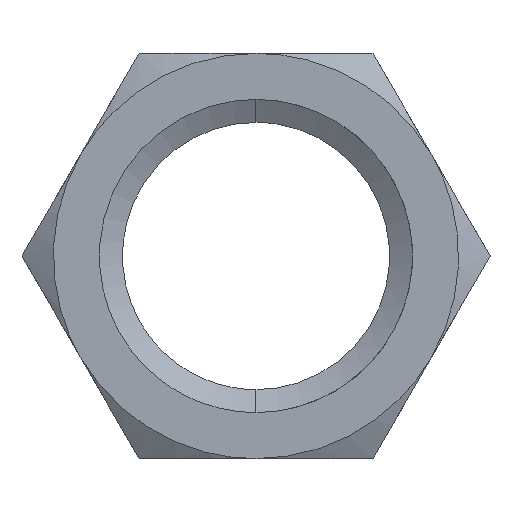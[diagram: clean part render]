
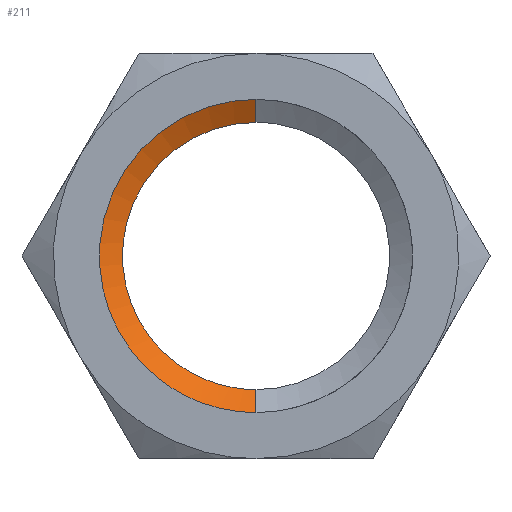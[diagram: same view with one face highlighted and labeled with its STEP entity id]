
A CAD part, front view. The second image highlights one B-rep face of the part: STEP entity #211.
In plain terms, the highlighted free-form (B-spline) face has degree [1, 3] with [2, 4] control points.
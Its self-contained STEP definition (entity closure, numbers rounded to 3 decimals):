
#33 = CARTESIAN_POINT ( 'NONE',  ( -14.5, 1.722, 7.25 ) ) ;
#35 = ORIENTED_EDGE ( 'NONE', *, *, #1138, .F. ) ;
#69 = EDGE_CURVE ( 'NONE', #758, #922, #733, .T. ) ;
#168 = B_SPLINE_CURVE_WITH_KNOTS ( 'NONE', 1,
 ( #324, #1191 ),
 .UNSPECIFIED., .F., .F.,
 ( 2, 2 ),
 ( -1., 0. ),
 .UNSPECIFIED. ) ;
#211 = ADVANCED_FACE ( 'NONE', ( #1127 ), #774, .T. ) ;
#250 = ORIENTED_EDGE ( 'NONE', *, *, #502, .F. ) ;
#274 = VERTEX_POINT ( 'NONE', #296 ) ;
#276 = CARTESIAN_POINT ( 'NONE',  ( -17., 1., -8.5 ) ) ;
#295 = CARTESIAN_POINT ( 'NONE',  ( 0., 1., -8.5 ) ) ;
#296 = CARTESIAN_POINT ( 'NONE',  ( 0., 1.722, -7.25 ) ) ;
#324 = CARTESIAN_POINT ( 'NONE',  ( 0., 1., 8.5 ) ) ;
#366 = VERTEX_POINT ( 'NONE', #1040 ) ;
#386 = CARTESIAN_POINT ( 'NONE',  ( 0., 1., 8.5 ) ) ;
#502 = EDGE_CURVE ( 'NONE', #274, #922, #717, .T. ) ;
#506 = CARTESIAN_POINT ( 'NONE',  ( -14.5, 1.722, -7.25 ) ) ;
#618 = CARTESIAN_POINT ( 'NONE',  ( 0., 1.722, -7.25 ) ) ;
#619 = CARTESIAN_POINT ( 'NONE',  ( 0., 1.722, -7.25 ) ) ;
#662 = CARTESIAN_POINT ( 'NONE',  ( -17., 1., -8.5 ) ) ;
#717 = B_SPLINE_CURVE_WITH_KNOTS ( 'NONE', 1,
 ( #895, #295 ),
 .UNSPECIFIED., .F., .F.,
 ( 2, 2 ),
 ( -1., 0. ),
 .UNSPECIFIED. ) ;
#733 =( BOUNDED_CURVE ( )  B_SPLINE_CURVE ( 3, ( #1376, #1136, #662, #782 ),
 .UNSPECIFIED., .F., .T. ) 
 B_SPLINE_CURVE_WITH_KNOTS ( ( 4, 4 ),
 ( -3.142, 0. ),
 .UNSPECIFIED. ) 
 CURVE ( )  GEOMETRIC_REPRESENTATION_ITEM ( )  RATIONAL_B_SPLINE_CURVE ( ( 1., 0.333, 0.333, 1. ) ) 
 REPRESENTATION_ITEM ( '' )  );
#758 = VERTEX_POINT ( 'NONE', #830 ) ;
#774 =( BOUNDED_SURFACE ( )  B_SPLINE_SURFACE ( 1, 3, ( 
 ( #1324, #1216, #506, #619 ),
 ( #386, #977, #276, #1333 ) ),
 .UNSPECIFIED., .F., .F., .F. ) 
 B_SPLINE_SURFACE_WITH_KNOTS ( ( 2, 2 ),
 ( 4, 4 ),
 ( 0., 1. ),
 ( 0., 1. ),
 .UNSPECIFIED. ) 
 GEOMETRIC_REPRESENTATION_ITEM ( )  RATIONAL_B_SPLINE_SURFACE ( (
 ( 1., 0.333, 0.333, 1.),
 ( 1., 0.333, 0.333, 1.) ) ) 
 REPRESENTATION_ITEM ( '' )  SURFACE ( )  );
#782 = CARTESIAN_POINT ( 'NONE',  ( 0., 1., -8.5 ) ) ;
#788 = EDGE_CURVE ( 'NONE', #366, #274, #1437, .T. ) ;
#812 = ORIENTED_EDGE ( 'NONE', *, *, #69, .T. ) ;
#830 = CARTESIAN_POINT ( 'NONE',  ( 0., 1., 8.5 ) ) ;
#895 = CARTESIAN_POINT ( 'NONE',  ( 0., 1.722, -7.25 ) ) ;
#922 = VERTEX_POINT ( 'NONE', #1105 ) ;
#966 = CARTESIAN_POINT ( 'NONE',  ( 0., 1.722, 7.25 ) ) ;
#977 = CARTESIAN_POINT ( 'NONE',  ( -17., 1., 8.5 ) ) ;
#1040 = CARTESIAN_POINT ( 'NONE',  ( 0., 1.722, 7.25 ) ) ;
#1105 = CARTESIAN_POINT ( 'NONE',  ( 0., 1., -8.5 ) ) ;
#1112 = EDGE_LOOP ( 'NONE', ( #812, #250, #1205, #35 ) ) ;
#1127 = FACE_OUTER_BOUND ( 'NONE', #1112, .T. ) ;
#1136 = CARTESIAN_POINT ( 'NONE',  ( -17., 1., 8.5 ) ) ;
#1138 = EDGE_CURVE ( 'NONE', #758, #366, #168, .T. ) ;
#1191 = CARTESIAN_POINT ( 'NONE',  ( 0., 1.722, 7.25 ) ) ;
#1205 = ORIENTED_EDGE ( 'NONE', *, *, #788, .F. ) ;
#1216 = CARTESIAN_POINT ( 'NONE',  ( -14.5, 1.722, 7.25 ) ) ;
#1324 = CARTESIAN_POINT ( 'NONE',  ( 0., 1.722, 7.25 ) ) ;
#1326 = CARTESIAN_POINT ( 'NONE',  ( -14.5, 1.722, -7.25 ) ) ;
#1333 = CARTESIAN_POINT ( 'NONE',  ( 0., 1., -8.5 ) ) ;
#1376 = CARTESIAN_POINT ( 'NONE',  ( 0., 1., 8.5 ) ) ;
#1437 =( BOUNDED_CURVE ( )  B_SPLINE_CURVE ( 3, ( #966, #33, #1326, #618 ),
 .UNSPECIFIED., .F., .T. ) 
 B_SPLINE_CURVE_WITH_KNOTS ( ( 4, 4 ),
 ( -3.142, 0. ),
 .UNSPECIFIED. ) 
 CURVE ( )  GEOMETRIC_REPRESENTATION_ITEM ( )  RATIONAL_B_SPLINE_CURVE ( ( 1., 0.333, 0.333, 1. ) ) 
 REPRESENTATION_ITEM ( '' )  );
